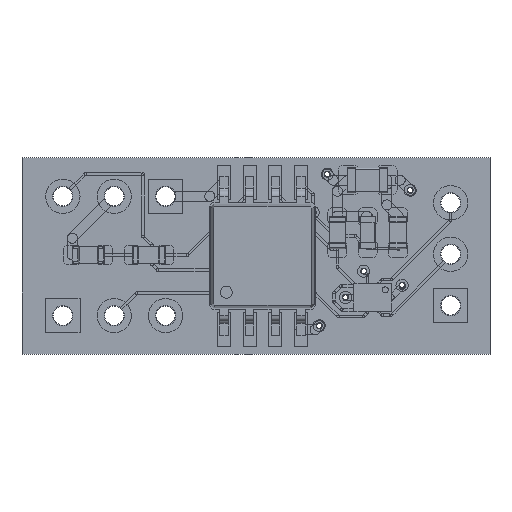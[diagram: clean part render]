
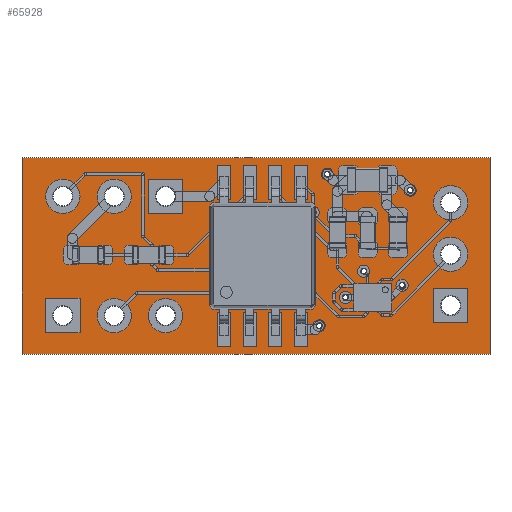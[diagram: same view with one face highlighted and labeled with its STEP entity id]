
A CAD part, top view. The second image highlights one B-rep face of the part: STEP entity #65928.
In plain terms, the highlighted planar face has unit normal (0, 0, 1).
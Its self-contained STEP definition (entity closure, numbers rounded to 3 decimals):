
#65629 = VERTEX_POINT('',#65630);
#65630 = CARTESIAN_POINT('',(52.25,-52.3,1.));
#65636 = EDGE_CURVE('',#65629,#65637,#65639,.T.);
#65637 = VERTEX_POINT('',#65638);
#65638 = CARTESIAN_POINT('',(29.1,-52.3,1.));
#65639 = LINE('',#65640,#65641);
#65640 = CARTESIAN_POINT('',(52.25,-52.3,1.));
#65641 = VECTOR('',#65642,1.);
#65642 = DIRECTION('',(-1.,0.,0.));
#65669 = VERTEX_POINT('',#65670);
#65670 = CARTESIAN_POINT('',(52.25,-42.6,1.));
#65676 = EDGE_CURVE('',#65669,#65629,#65677,.T.);
#65677 = LINE('',#65678,#65679);
#65678 = CARTESIAN_POINT('',(52.25,-42.6,1.));
#65679 = VECTOR('',#65680,1.);
#65680 = DIRECTION('',(0.,-1.,0.));
#65698 = EDGE_CURVE('',#65637,#65699,#65701,.T.);
#65699 = VERTEX_POINT('',#65700);
#65700 = CARTESIAN_POINT('',(29.1,-42.6,1.));
#65701 = LINE('',#65702,#65703);
#65702 = CARTESIAN_POINT('',(29.1,-52.3,1.));
#65703 = VECTOR('',#65704,1.);
#65704 = DIRECTION('',(0.,1.,0.));
#65928 = ADVANCED_FACE('',(#65929,#65940,#65951,#65962,#65973,#65984,
    #65995,#66006,#66017,#66028,#66039,#66050,#66061,#66072,#66083,
    #66094,#66105,#66116),#66127,.F.);
#65929 = FACE_BOUND('',#65930,.F.);
#65930 = EDGE_LOOP('',(#65931,#65932,#65933,#65939));
#65931 = ORIENTED_EDGE('',*,*,#65636,.T.);
#65932 = ORIENTED_EDGE('',*,*,#65698,.T.);
#65933 = ORIENTED_EDGE('',*,*,#65934,.T.);
#65934 = EDGE_CURVE('',#65699,#65669,#65935,.T.);
#65935 = LINE('',#65936,#65937);
#65936 = CARTESIAN_POINT('',(29.1,-42.6,1.));
#65937 = VECTOR('',#65938,1.);
#65938 = DIRECTION('',(1.,0.,0.));
#65939 = ORIENTED_EDGE('',*,*,#65676,.T.);
#65940 = FACE_BOUND('',#65941,.F.);
#65941 = EDGE_LOOP('',(#65942));
#65942 = ORIENTED_EDGE('',*,*,#65943,.F.);
#65943 = EDGE_CURVE('',#65944,#65944,#65946,.T.);
#65944 = VERTEX_POINT('',#65945);
#65945 = CARTESIAN_POINT('',(50.3,-50.4,1.));
#65946 = CIRCLE('',#65947,0.5);
#65947 = AXIS2_PLACEMENT_3D('',#65948,#65949,#65950);
#65948 = CARTESIAN_POINT('',(50.3,-49.9,1.));
#65949 = DIRECTION('',(-0.,0.,-1.));
#65950 = DIRECTION('',(-0.,-1.,0.));
#65951 = FACE_BOUND('',#65952,.F.);
#65952 = EDGE_LOOP('',(#65953));
#65953 = ORIENTED_EDGE('',*,*,#65954,.F.);
#65954 = EDGE_CURVE('',#65955,#65955,#65957,.T.);
#65955 = VERTEX_POINT('',#65956);
#65956 = CARTESIAN_POINT('',(43.8,-51.05,1.));
#65957 = CIRCLE('',#65958,0.15);
#65958 = AXIS2_PLACEMENT_3D('',#65959,#65960,#65961);
#65959 = CARTESIAN_POINT('',(43.8,-50.9,1.));
#65960 = DIRECTION('',(-0.,0.,-1.));
#65961 = DIRECTION('',(-0.,-1.,0.));
#65962 = FACE_BOUND('',#65963,.F.);
#65963 = EDGE_LOOP('',(#65964));
#65964 = ORIENTED_EDGE('',*,*,#65965,.F.);
#65965 = EDGE_CURVE('',#65966,#65966,#65968,.T.);
#65966 = VERTEX_POINT('',#65967);
#65967 = CARTESIAN_POINT('',(45.1,-49.65,1.));
#65968 = CIRCLE('',#65969,0.15);
#65969 = AXIS2_PLACEMENT_3D('',#65970,#65971,#65972);
#65970 = CARTESIAN_POINT('',(45.1,-49.5,1.));
#65971 = DIRECTION('',(-0.,0.,-1.));
#65972 = DIRECTION('',(-0.,-1.,0.));
#65973 = FACE_BOUND('',#65974,.F.);
#65974 = EDGE_LOOP('',(#65975));
#65975 = ORIENTED_EDGE('',*,*,#65976,.F.);
#65976 = EDGE_CURVE('',#65977,#65977,#65979,.T.);
#65977 = VERTEX_POINT('',#65978);
#65978 = CARTESIAN_POINT('',(47.9,-49.05,1.));
#65979 = CIRCLE('',#65980,0.15);
#65980 = AXIS2_PLACEMENT_3D('',#65981,#65982,#65983);
#65981 = CARTESIAN_POINT('',(47.9,-48.9,1.));
#65982 = DIRECTION('',(-0.,0.,-1.));
#65983 = DIRECTION('',(-0.,-1.,0.));
#65984 = FACE_BOUND('',#65985,.F.);
#65985 = EDGE_LOOP('',(#65986));
#65986 = ORIENTED_EDGE('',*,*,#65987,.F.);
#65987 = EDGE_CURVE('',#65988,#65988,#65990,.T.);
#65988 = VERTEX_POINT('',#65989);
#65989 = CARTESIAN_POINT('',(46.,-48.35,1.));
#65990 = CIRCLE('',#65991,0.15);
#65991 = AXIS2_PLACEMENT_3D('',#65992,#65993,#65994);
#65992 = CARTESIAN_POINT('',(46.,-48.2,1.));
#65993 = DIRECTION('',(-0.,0.,-1.));
#65994 = DIRECTION('',(-0.,-1.,0.));
#65995 = FACE_BOUND('',#65996,.F.);
#65996 = EDGE_LOOP('',(#65997));
#65997 = ORIENTED_EDGE('',*,*,#65998,.F.);
#65998 = EDGE_CURVE('',#65999,#65999,#66001,.T.);
#65999 = VERTEX_POINT('',#66000);
#66000 = CARTESIAN_POINT('',(50.3,-47.86,1.));
#66001 = CIRCLE('',#66002,0.5);
#66002 = AXIS2_PLACEMENT_3D('',#66003,#66004,#66005);
#66003 = CARTESIAN_POINT('',(50.3,-47.36,1.));
#66004 = DIRECTION('',(-0.,0.,-1.));
#66005 = DIRECTION('',(-0.,-1.,0.));
#66006 = FACE_BOUND('',#66007,.F.);
#66007 = EDGE_LOOP('',(#66008));
#66008 = ORIENTED_EDGE('',*,*,#66009,.F.);
#66009 = EDGE_CURVE('',#66010,#66010,#66012,.T.);
#66010 = VERTEX_POINT('',#66011);
#66011 = CARTESIAN_POINT('',(36.2,-50.9,1.));
#66012 = CIRCLE('',#66013,0.5);
#66013 = AXIS2_PLACEMENT_3D('',#66014,#66015,#66016);
#66014 = CARTESIAN_POINT('',(36.2,-50.4,1.));
#66015 = DIRECTION('',(-0.,0.,-1.));
#66016 = DIRECTION('',(-0.,-1.,0.));
#66017 = FACE_BOUND('',#66018,.F.);
#66018 = EDGE_LOOP('',(#66019));
#66019 = ORIENTED_EDGE('',*,*,#66020,.F.);
#66020 = EDGE_CURVE('',#66021,#66021,#66023,.T.);
#66021 = VERTEX_POINT('',#66022);
#66022 = CARTESIAN_POINT('',(33.66,-50.9,1.));
#66023 = CIRCLE('',#66024,0.5);
#66024 = AXIS2_PLACEMENT_3D('',#66025,#66026,#66027);
#66025 = CARTESIAN_POINT('',(33.66,-50.4,1.));
#66026 = DIRECTION('',(-0.,0.,-1.));
#66027 = DIRECTION('',(-0.,-1.,0.));
#66028 = FACE_BOUND('',#66029,.F.);
#66029 = EDGE_LOOP('',(#66030));
#66030 = ORIENTED_EDGE('',*,*,#66031,.F.);
#66031 = EDGE_CURVE('',#66032,#66032,#66034,.T.);
#66032 = VERTEX_POINT('',#66033);
#66033 = CARTESIAN_POINT('',(31.12,-50.9,1.));
#66034 = CIRCLE('',#66035,0.5);
#66035 = AXIS2_PLACEMENT_3D('',#66036,#66037,#66038);
#66036 = CARTESIAN_POINT('',(31.12,-50.4,1.));
#66037 = DIRECTION('',(-0.,0.,-1.));
#66038 = DIRECTION('',(-0.,-1.,0.));
#66039 = FACE_BOUND('',#66040,.F.);
#66040 = EDGE_LOOP('',(#66041));
#66041 = ORIENTED_EDGE('',*,*,#66042,.F.);
#66042 = EDGE_CURVE('',#66043,#66043,#66045,.T.);
#66043 = VERTEX_POINT('',#66044);
#66044 = CARTESIAN_POINT('',(43.5,-45.45,1.));
#66045 = CIRCLE('',#66046,0.15);
#66046 = AXIS2_PLACEMENT_3D('',#66047,#66048,#66049);
#66047 = CARTESIAN_POINT('',(43.5,-45.3,1.));
#66048 = DIRECTION('',(-0.,0.,-1.));
#66049 = DIRECTION('',(-0.,-1.,0.));
#66050 = FACE_BOUND('',#66051,.F.);
#66051 = EDGE_LOOP('',(#66052));
#66052 = ORIENTED_EDGE('',*,*,#66053,.F.);
#66053 = EDGE_CURVE('',#66054,#66054,#66056,.T.);
#66054 = VERTEX_POINT('',#66055);
#66055 = CARTESIAN_POINT('',(41.8,-45.45,1.));
#66056 = CIRCLE('',#66057,0.15);
#66057 = AXIS2_PLACEMENT_3D('',#66058,#66059,#66060);
#66058 = CARTESIAN_POINT('',(41.8,-45.3,1.));
#66059 = DIRECTION('',(-0.,0.,-1.));
#66060 = DIRECTION('',(-0.,-1.,0.));
#66061 = FACE_BOUND('',#66062,.F.);
#66062 = EDGE_LOOP('',(#66063));
#66063 = ORIENTED_EDGE('',*,*,#66064,.F.);
#66064 = EDGE_CURVE('',#66065,#66065,#66067,.T.);
#66065 = VERTEX_POINT('',#66066);
#66066 = CARTESIAN_POINT('',(50.3,-45.32,1.));
#66067 = CIRCLE('',#66068,0.5);
#66068 = AXIS2_PLACEMENT_3D('',#66069,#66070,#66071);
#66069 = CARTESIAN_POINT('',(50.3,-44.82,1.));
#66070 = DIRECTION('',(-0.,0.,-1.));
#66071 = DIRECTION('',(-0.,-1.,0.));
#66072 = FACE_BOUND('',#66073,.F.);
#66073 = EDGE_LOOP('',(#66074));
#66074 = ORIENTED_EDGE('',*,*,#66075,.F.);
#66075 = EDGE_CURVE('',#66076,#66076,#66078,.T.);
#66076 = VERTEX_POINT('',#66077);
#66077 = CARTESIAN_POINT('',(48.3,-44.35,1.));
#66078 = CIRCLE('',#66079,0.15);
#66079 = AXIS2_PLACEMENT_3D('',#66080,#66081,#66082);
#66080 = CARTESIAN_POINT('',(48.3,-44.2,1.));
#66081 = DIRECTION('',(-0.,0.,-1.));
#66082 = DIRECTION('',(-0.,-1.,0.));
#66083 = FACE_BOUND('',#66084,.F.);
#66084 = EDGE_LOOP('',(#66085));
#66085 = ORIENTED_EDGE('',*,*,#66086,.F.);
#66086 = EDGE_CURVE('',#66087,#66087,#66089,.T.);
#66087 = VERTEX_POINT('',#66088);
#66088 = CARTESIAN_POINT('',(44.2,-43.55,1.));
#66089 = CIRCLE('',#66090,0.15);
#66090 = AXIS2_PLACEMENT_3D('',#66091,#66092,#66093);
#66091 = CARTESIAN_POINT('',(44.2,-43.4,1.));
#66092 = DIRECTION('',(-0.,0.,-1.));
#66093 = DIRECTION('',(-0.,-1.,0.));
#66094 = FACE_BOUND('',#66095,.F.);
#66095 = EDGE_LOOP('',(#66096));
#66096 = ORIENTED_EDGE('',*,*,#66097,.F.);
#66097 = EDGE_CURVE('',#66098,#66098,#66100,.T.);
#66098 = VERTEX_POINT('',#66099);
#66099 = CARTESIAN_POINT('',(36.2,-45.,1.));
#66100 = CIRCLE('',#66101,0.5);
#66101 = AXIS2_PLACEMENT_3D('',#66102,#66103,#66104);
#66102 = CARTESIAN_POINT('',(36.2,-44.5,1.));
#66103 = DIRECTION('',(-0.,0.,-1.));
#66104 = DIRECTION('',(-0.,-1.,0.));
#66105 = FACE_BOUND('',#66106,.F.);
#66106 = EDGE_LOOP('',(#66107));
#66107 = ORIENTED_EDGE('',*,*,#66108,.F.);
#66108 = EDGE_CURVE('',#66109,#66109,#66111,.T.);
#66109 = VERTEX_POINT('',#66110);
#66110 = CARTESIAN_POINT('',(33.66,-45.,1.));
#66111 = CIRCLE('',#66112,0.5);
#66112 = AXIS2_PLACEMENT_3D('',#66113,#66114,#66115);
#66113 = CARTESIAN_POINT('',(33.66,-44.5,1.));
#66114 = DIRECTION('',(-0.,0.,-1.));
#66115 = DIRECTION('',(-0.,-1.,0.));
#66116 = FACE_BOUND('',#66117,.F.);
#66117 = EDGE_LOOP('',(#66118));
#66118 = ORIENTED_EDGE('',*,*,#66119,.F.);
#66119 = EDGE_CURVE('',#66120,#66120,#66122,.T.);
#66120 = VERTEX_POINT('',#66121);
#66121 = CARTESIAN_POINT('',(31.12,-45.,1.));
#66122 = CIRCLE('',#66123,0.5);
#66123 = AXIS2_PLACEMENT_3D('',#66124,#66125,#66126);
#66124 = CARTESIAN_POINT('',(31.12,-44.5,1.));
#66125 = DIRECTION('',(-0.,0.,-1.));
#66126 = DIRECTION('',(-0.,-1.,0.));
#66127 = PLANE('',#66128);
#66128 = AXIS2_PLACEMENT_3D('',#66129,#66130,#66131);
#66129 = CARTESIAN_POINT('',(40.675,-47.45,1.));
#66130 = DIRECTION('',(-0.,-0.,-1.));
#66131 = DIRECTION('',(-1.,0.,0.));
